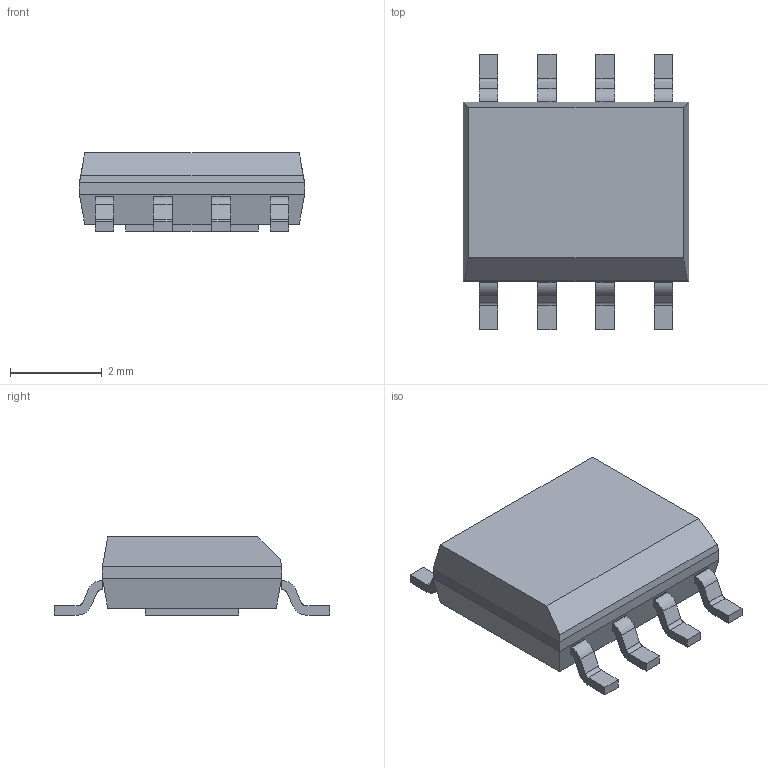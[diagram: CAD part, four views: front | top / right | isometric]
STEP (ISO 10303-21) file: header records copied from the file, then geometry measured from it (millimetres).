
FILE_DESCRIPTION (( 'STEP AP214' ), '1' );
FILE_NAME ( 'SOIC9P127_490X600X170L83X41T287X202.STEP', '2019-08-11T21:16:21', ( '' ), ( '' ), 'Part was generated with the free Library Expert Lite available at www.PCBLibraries.com. Removing line will violate the End User License Agreement.', '©2017 PCB Libraries, Inc.', '' );
FILE_SCHEMA (( 'AUTOMOTIVE_DESIGN' ));
Length unit declared in the file: millimetre
Products named in the file (1): SOIC9P127_490X600X170L83X41T287X202
Bounding box: 4.9 x 6 x 1.7 mm (x, y, z)
Volume: 29.6 mm3; surface area: 87.7 mm2
Topology: 10 solids, 10 shells, 133 faces, 331 edges, 218 vertices
Faces by surface type: plane 101, cylinder 32
Entity records: 4435 total; most frequent: CARTESIAN_POINT 683, DIRECTION 663, ORIENTED_EDGE 662, EDGE_CURVE 331, VECTOR 267, LINE 267, VERTEX_POINT 218, AXIS2_PLACEMENT_3D 198
